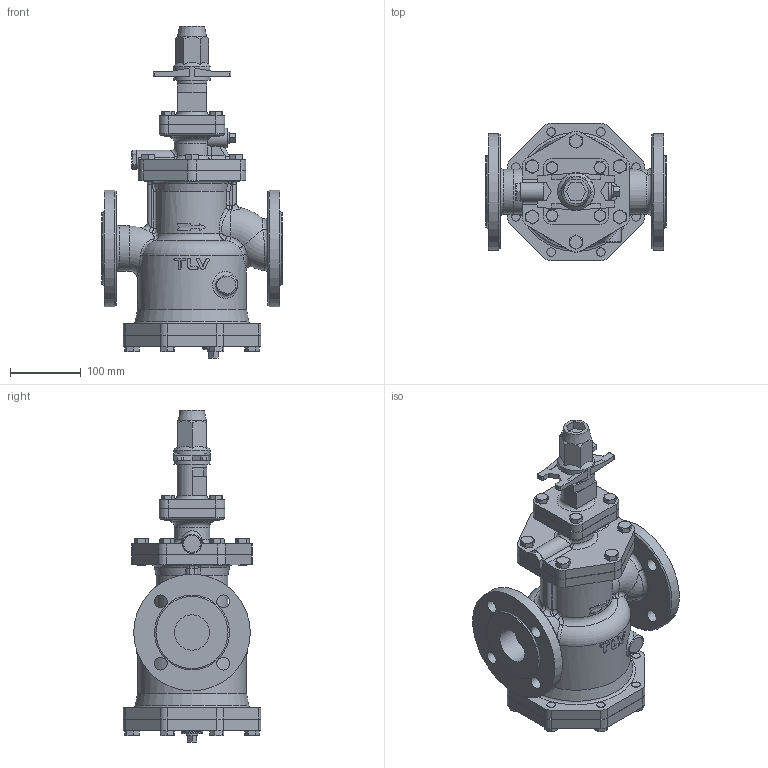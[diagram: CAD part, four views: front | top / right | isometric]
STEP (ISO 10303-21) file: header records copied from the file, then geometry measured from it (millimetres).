
FILE_DESCRIPTION(/* description */ (''),/* implementation_level */ '2;1');
FILE_NAME(/* name */ 'csr16-050-e0025-01.stp',/* time_stamp */ '2014-10-08T09:47:13+09:00',/* author */ ('nakaot'),/* organization */ (''),/* preprocessor_version */ 'ST-DEVELOPER v15.6',/* originating_system */ 'Autodesk Inventor 2015',/* authorisation */ '');
FILE_SCHEMA (('AUTOMOTIVE_DESIGN { 1 0 10303 214 3 1 1 }'));
Length unit declared in the file: millimetre
Products named in the file (1): csr16-050-e0025-01
Bounding box: 255 x 195 x 470 mm (x, y, z)
Volume: 5941544.4 mm3; surface area: 496795.8 mm2
Topology: 1 solids, 1 shells, 759 faces, 1813 edges, 1139 vertices
Faces by surface type: plane 330, cylinder 172, cone 135, bspline 82, torus 34, sphere 6
Full cylindrical faces by diameter (mm): 10 x8, 12 x28, 14 x14, 15.158 x4, 18 x8, 27 x1, 28 x1, 30 x1, 42 x1, 50 x2, 52 x1, 64 x1, 100 x1, 102 x2, 134.255 x1, 154 x1, 165 x2
Entity records: 23870 total; most frequent: CARTESIAN_POINT 7653, ORIENTED_EDGE 3368, DIRECTION 3179, EDGE_CURVE 1684, AXIS2_PLACEMENT_3D 1257, VERTEX_POINT 1108, EDGE_LOOP 992, FACE_OUTER_BOUND 759
